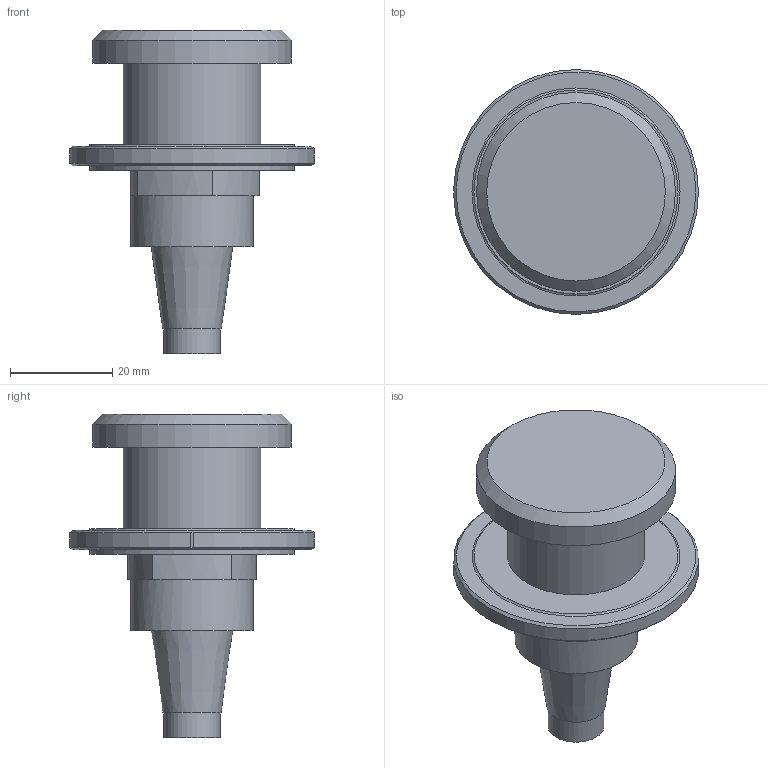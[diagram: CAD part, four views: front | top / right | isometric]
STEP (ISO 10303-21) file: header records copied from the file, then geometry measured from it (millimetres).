
FILE_DESCRIPTION(/* description */ (''),/* implementation_level */ '2;1');
FILE_NAME(/* name */ 'W9990796_stp.stp',/* time_stamp */ '2017-05-08T09:34:47+02:00',/* author */ (''),/* organization */ (''),/* preprocessor_version */ 'ST-DEVELOPER v15',/* originating_system */ 'SIEMENS PLM Software NX 9.0',/* authorisation */ '');
FILE_SCHEMA (('AUTOMOTIVE_DESIGN { 1 0 10303 214 3 1 1 1 }'));
Length unit declared in the file: millimetre
Products named in the file (1): reic18D0476Dmbpt
Bounding box: 48 x 48 x 63.5 mm (x, y, z)
Surface area: 9940.1 mm2 (no closed solid volume)
Topology: 0 solids, 1 shells, 35 faces, 74 edges, 48 vertices
Faces by surface type: plane 18, cylinder 12, cone 4, torus 1
Full cylindrical faces by diameter (mm): 11 x1, 24 x1, 27 x1, 39 x1, 40 x1, 45 x1
Entity records: 889 total; most frequent: CARTESIAN_POINT 168, DIRECTION 161, ORIENTED_EDGE 110, AXIS2_PLACEMENT_3D 76, EDGE_CURVE 55, EDGE_LOOP 54, VERTEX_POINT 41, CIRCLE 40
